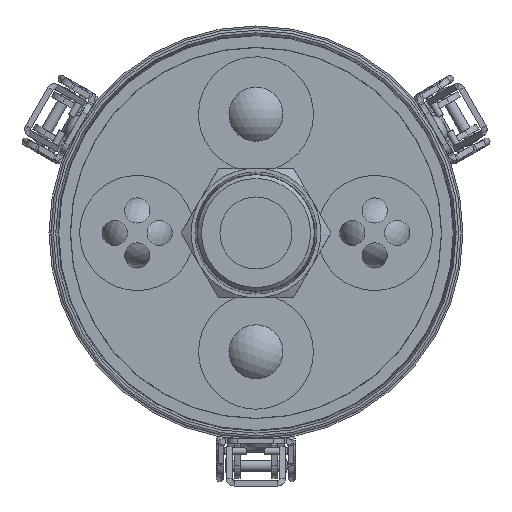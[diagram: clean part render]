
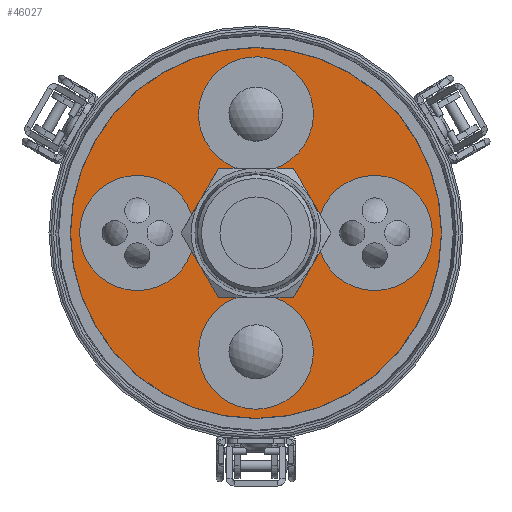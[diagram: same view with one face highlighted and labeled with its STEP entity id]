
A CAD part, front view. The second image highlights one B-rep face of the part: STEP entity #46027.
In plain terms, the highlighted planar face has unit normal (0, -1, 0).
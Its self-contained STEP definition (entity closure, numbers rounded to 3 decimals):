
#74 = CARTESIAN_POINT ( 'NONE',  ( 0., 3.5, 0. ) ) ;
#1838 = AXIS2_PLACEMENT_3D ( 'NONE', #57964, #24294, #57367 ) ;
#3751 = CARTESIAN_POINT ( 'NONE',  ( 0., 3.5, 0. ) ) ;
#6481 = VERTEX_POINT ( 'NONE', #25471 ) ;
#8017 = EDGE_CURVE ( 'NONE', #47197, #47197, #24600, .T. ) ;
#8585 = DIRECTION ( 'NONE',  ( 0., 0., 1. ) ) ;
#9731 = EDGE_LOOP ( 'NONE', ( #52201 ) ) ;
#11208 = AXIS2_PLACEMENT_3D ( 'NONE', #3751, #13281, #22670 ) ;
#11670 = FACE_BOUND ( 'NONE', #42108, .T. ) ;
#13236 = CARTESIAN_POINT ( 'NONE',  ( 33., 3.5, 0. ) ) ;
#13281 = DIRECTION ( 'NONE',  ( 0., 1., 0. ) ) ;
#13760 = VERTEX_POINT ( 'NONE', #26897 ) ;
#17835 = VERTEX_POINT ( 'NONE', #18435 ) ;
#17924 = DIRECTION ( 'NONE',  ( 0., 1., 0. ) ) ;
#18247 = DIRECTION ( 'NONE',  ( 0., 0., 1. ) ) ;
#18435 = CARTESIAN_POINT ( 'NONE',  ( 0., 3.5, 15.5 ) ) ;
#19583 = DIRECTION ( 'NONE',  ( 0., 0., -1. ) ) ;
#20443 = DIRECTION ( 'NONE',  ( 0., 1., 0. ) ) ;
#21678 = FACE_BOUND ( 'NONE', #51279, .T. ) ;
#22005 = CIRCLE ( 'NONE', #44921, 14. ) ;
#22335 = EDGE_CURVE ( 'NONE', #6481, #6481, #22005, .T. ) ;
#22527 = AXIS2_PLACEMENT_3D ( 'NONE', #46956, #17924, #8585 ) ;
#22670 = DIRECTION ( 'NONE',  ( 0., 0., 1. ) ) ;
#23068 = CARTESIAN_POINT ( 'NONE',  ( 0., 3.5, 47. ) ) ;
#24146 = CIRCLE ( 'NONE', #11208, 15.5 ) ;
#24294 = DIRECTION ( 'NONE',  ( 0., 1., 0. ) ) ;
#24600 = CIRCLE ( 'NONE', #1838, 14. ) ;
#25321 = AXIS2_PLACEMENT_3D ( 'NONE', #50408, #20443, #49797 ) ;
#25360 = AXIS2_PLACEMENT_3D ( 'NONE', #33736, #43084, #29050 ) ;
#25471 = CARTESIAN_POINT ( 'NONE',  ( 33., 3.5, 14. ) ) ;
#25747 = FACE_BOUND ( 'NONE', #53886, .T. ) ;
#26897 = CARTESIAN_POINT ( 'NONE',  ( 0., 3.5, -51.5 ) ) ;
#28672 = DIRECTION ( 'NONE',  ( 0., -1., 0. ) ) ;
#29050 = DIRECTION ( 'NONE',  ( 0., 0., 1. ) ) ;
#29103 = ORIENTED_EDGE ( 'NONE', *, *, #22335, .T. ) ;
#29121 = AXIS2_PLACEMENT_3D ( 'NONE', #74, #28672, #19583 ) ;
#31338 = PLANE ( 'NONE',  #25321 ) ;
#33127 = VERTEX_POINT ( 'NONE', #52449 ) ;
#33197 = EDGE_CURVE ( 'NONE', #13760, #13760, #60770, .T. ) ;
#33736 = CARTESIAN_POINT ( 'NONE',  ( -33., 3.5, 0. ) ) ;
#34391 = EDGE_CURVE ( 'NONE', #17835, #17835, #24146, .T. ) ;
#38685 = EDGE_CURVE ( 'NONE', #33127, #33127, #51299, .T. ) ;
#42108 = EDGE_LOOP ( 'NONE', ( #49076 ) ) ;
#43084 = DIRECTION ( 'NONE',  ( 0., 1., 0. ) ) ;
#44921 = AXIS2_PLACEMENT_3D ( 'NONE', #13236, #51338, #18247 ) ;
#46027 = ADVANCED_FACE ( 'NONE', ( #50092, #11670, #25747, #49492, #21678, #59042 ), #31338, .F. ) ;
#46933 = EDGE_CURVE ( 'NONE', #51165, #51165, #49473, .T. ) ;
#46956 = CARTESIAN_POINT ( 'NONE',  ( 0., 3.5, 33. ) ) ;
#47197 = VERTEX_POINT ( 'NONE', #60825 ) ;
#49076 = ORIENTED_EDGE ( 'NONE', *, *, #34391, .T. ) ;
#49473 = CIRCLE ( 'NONE', #22527, 14. ) ;
#49492 = FACE_BOUND ( 'NONE', #9731, .T. ) ;
#49797 = DIRECTION ( 'NONE',  ( 0., 0., -1. ) ) ;
#49820 = ORIENTED_EDGE ( 'NONE', *, *, #46933, .T. ) ;
#50092 = FACE_OUTER_BOUND ( 'NONE', #57446, .T. ) ;
#50408 = CARTESIAN_POINT ( 'NONE',  ( 0., 3.5, 0. ) ) ;
#51165 = VERTEX_POINT ( 'NONE', #23068 ) ;
#51279 = EDGE_LOOP ( 'NONE', ( #29103 ) ) ;
#51299 = CIRCLE ( 'NONE', #25360, 14. ) ;
#51338 = DIRECTION ( 'NONE',  ( 0., 1., 0. ) ) ;
#52201 = ORIENTED_EDGE ( 'NONE', *, *, #8017, .T. ) ;
#52449 = CARTESIAN_POINT ( 'NONE',  ( -33., 3.5, 14. ) ) ;
#53886 = EDGE_LOOP ( 'NONE', ( #60065 ) ) ;
#55641 = ORIENTED_EDGE ( 'NONE', *, *, #33197, .T. ) ;
#57367 = DIRECTION ( 'NONE',  ( 0., 0., 1. ) ) ;
#57446 = EDGE_LOOP ( 'NONE', ( #55641 ) ) ;
#57964 = CARTESIAN_POINT ( 'NONE',  ( 0., 3.5, -33. ) ) ;
#58525 = EDGE_LOOP ( 'NONE', ( #49820 ) ) ;
#59042 = FACE_BOUND ( 'NONE', #58525, .T. ) ;
#60065 = ORIENTED_EDGE ( 'NONE', *, *, #38685, .T. ) ;
#60770 = CIRCLE ( 'NONE', #29121, 51.5 ) ;
#60825 = CARTESIAN_POINT ( 'NONE',  ( 0., 3.5, -19. ) ) ;
